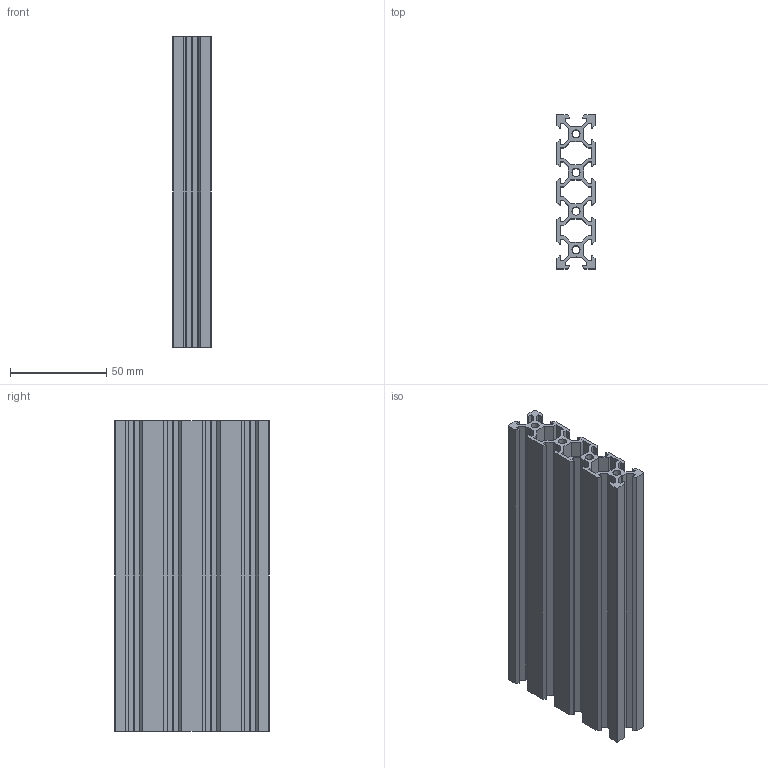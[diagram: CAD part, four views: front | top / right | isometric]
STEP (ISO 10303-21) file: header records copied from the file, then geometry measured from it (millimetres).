
FILE_DESCRIPTION(/* description */ (''),/* implementation_level */ '2;1');
FILE_NAME(/* name */ 'V-Slot 20x80.step',/* time_stamp */ '2018-02-10T14:32:35-05:00',/* author */ ('oliver.lewis.art'),/* organization */ (''),/* preprocessor_version */ 'ST-DEVELOPER v16.13',/* originating_system */ 'Autodesk Translation Framework v6.5.0.72',/* authorisation */ '');
FILE_SCHEMA (('AUTOMOTIVE_DESIGN { 1 0 10303 214 3 1 1 }'));
Length unit declared in the file: millimetre
Products named in the file (1): V-Slot 20x80
Bounding box: 20 x 80 x 161 mm (x, y, z)
Volume: 89703.2 mm3; surface area: 92907.2 mm2
Topology: 1 solids, 1 shells, 200 faces, 602 edges, 404 vertices
Faces by surface type: plane 192, cylinder 8
Full cylindrical faces by diameter (mm): 4.2 x4
Entity records: 6715 total; most frequent: CARTESIAN_POINT 1207, ORIENTED_EDGE 1204, DIRECTION 1028, EDGE_CURVE 602, LINE 578, VECTOR 578, VERTEX_POINT 404, AXIS2_PLACEMENT_3D 225
